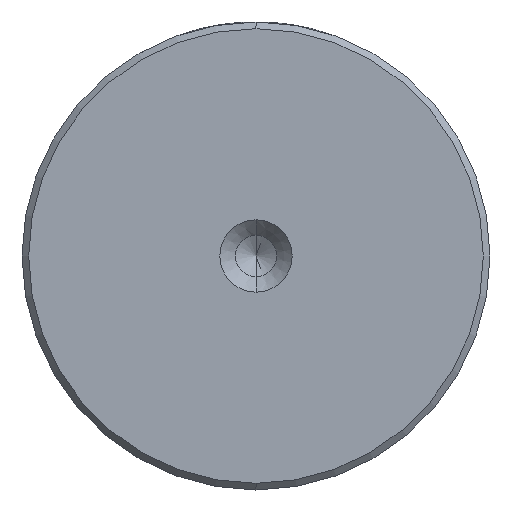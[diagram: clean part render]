
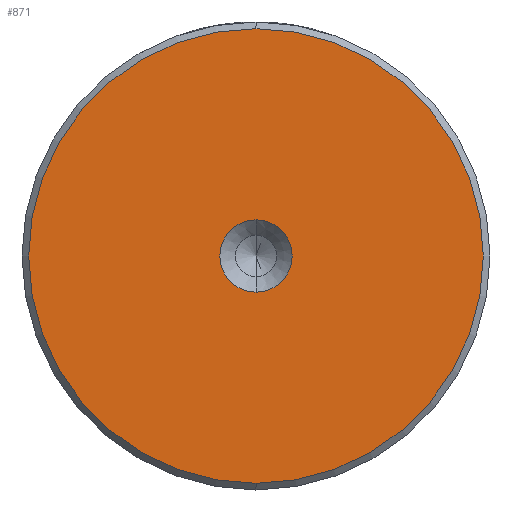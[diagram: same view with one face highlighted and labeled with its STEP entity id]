
A CAD part, left-side view. The second image highlights one B-rep face of the part: STEP entity #871.
In plain terms, the highlighted planar face has unit normal (-1, 0, 0).
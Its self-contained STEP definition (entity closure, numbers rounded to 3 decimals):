
#125 = FACE_OUTER_BOUND ( 'NONE', #2383, .T. ) ;
#169 = EDGE_CURVE ( 'NONE', #1794, #2484, #1265, .T. ) ;
#184 = DIRECTION ( 'NONE',  ( 0., 0., 1. ) ) ;
#311 = ORIENTED_EDGE ( 'NONE', *, *, #1576, .T. ) ;
#317 = CIRCLE ( 'NONE', #1548, 17. ) ;
#354 = CARTESIAN_POINT ( 'NONE',  ( 0., 0., 0. ) ) ;
#501 = CARTESIAN_POINT ( 'NONE',  ( 0., 0., -17. ) ) ;
#550 = DIRECTION ( 'NONE',  ( 0., 0., 1. ) ) ;
#563 = EDGE_LOOP ( 'NONE', ( #1480, #954 ) ) ;
#598 = CIRCLE ( 'NONE', #1395, 17. ) ;
#673 = CARTESIAN_POINT ( 'NONE',  ( 0., 0., 2.7 ) ) ;
#803 = EDGE_CURVE ( 'NONE', #1950, #1441, #317, .T. ) ;
#815 = CARTESIAN_POINT ( 'NONE',  ( 0., 0., -2.7 ) ) ;
#871 = ADVANCED_FACE ( 'NONE', ( #125, #1158 ), #1909, .T. ) ;
#954 = ORIENTED_EDGE ( 'NONE', *, *, #169, .F. ) ;
#1139 = DIRECTION ( 'NONE',  ( -1., 0., 0. ) ) ;
#1158 = FACE_BOUND ( 'NONE', #563, .T. ) ;
#1169 = DIRECTION ( 'NONE',  ( -1., 0., 0. ) ) ;
#1265 = CIRCLE ( 'NONE', #2186, 2.7 ) ;
#1334 = DIRECTION ( 'NONE',  ( -1., 0., 0. ) ) ;
#1395 = AXIS2_PLACEMENT_3D ( 'NONE', #2303, #1139, #2497 ) ;
#1441 = VERTEX_POINT ( 'NONE', #501 ) ;
#1480 = ORIENTED_EDGE ( 'NONE', *, *, #2154, .F. ) ;
#1548 = AXIS2_PLACEMENT_3D ( 'NONE', #354, #1694, #550 ) ;
#1576 = EDGE_CURVE ( 'NONE', #1441, #1950, #598, .T. ) ;
#1694 = DIRECTION ( 'NONE',  ( -1., 0., 0. ) ) ;
#1794 = VERTEX_POINT ( 'NONE', #815 ) ;
#1875 = CIRCLE ( 'NONE', #1949, 2.7 ) ;
#1909 = PLANE ( 'NONE',  #2338 ) ;
#1949 = AXIS2_PLACEMENT_3D ( 'NONE', #2340, #1169, #2528 ) ;
#1950 = VERTEX_POINT ( 'NONE', #1994 ) ;
#1994 = CARTESIAN_POINT ( 'NONE',  ( 0., 0., 17. ) ) ;
#2154 = EDGE_CURVE ( 'NONE', #2484, #1794, #1875, .T. ) ;
#2186 = AXIS2_PLACEMENT_3D ( 'NONE', #2351, #2286, #2256 ) ;
#2256 = DIRECTION ( 'NONE',  ( 0., 0., 1. ) ) ;
#2286 = DIRECTION ( 'NONE',  ( -1., 0., 0. ) ) ;
#2303 = CARTESIAN_POINT ( 'NONE',  ( 0., 0., 0. ) ) ;
#2338 = AXIS2_PLACEMENT_3D ( 'NONE', #2504, #1334, #184 ) ;
#2340 = CARTESIAN_POINT ( 'NONE',  ( 0., 0., 0. ) ) ;
#2351 = CARTESIAN_POINT ( 'NONE',  ( 0., 0., 0. ) ) ;
#2383 = EDGE_LOOP ( 'NONE', ( #311, #2532 ) ) ;
#2484 = VERTEX_POINT ( 'NONE', #673 ) ;
#2497 = DIRECTION ( 'NONE',  ( 0., 0., 1. ) ) ;
#2504 = CARTESIAN_POINT ( 'NONE',  ( 0., 0., 0. ) ) ;
#2528 = DIRECTION ( 'NONE',  ( 0., 0., 1. ) ) ;
#2532 = ORIENTED_EDGE ( 'NONE', *, *, #803, .T. ) ;
